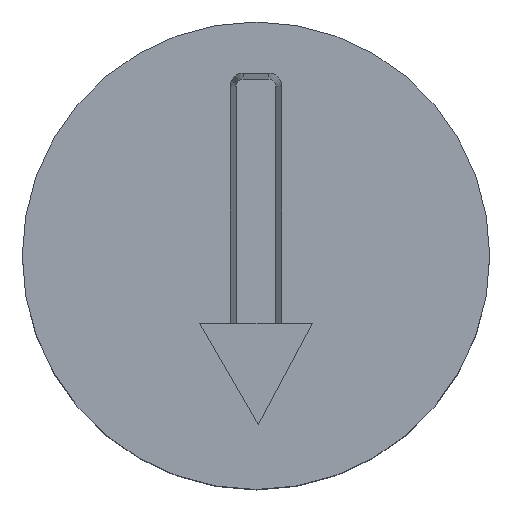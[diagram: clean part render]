
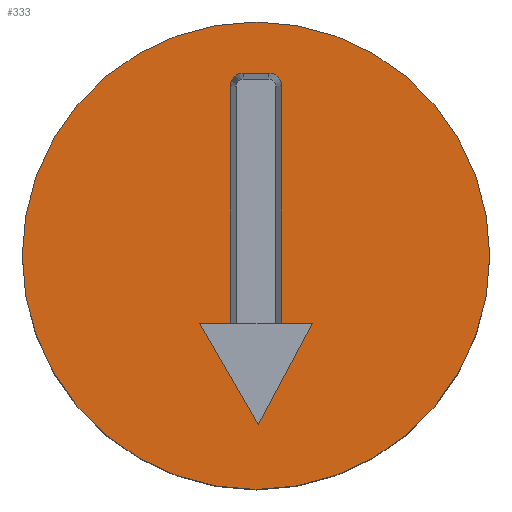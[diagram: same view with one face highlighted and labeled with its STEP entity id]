
A CAD part, top view. The second image highlights one B-rep face of the part: STEP entity #333.
In plain terms, the highlighted planar face has unit normal (0, 0, 1).
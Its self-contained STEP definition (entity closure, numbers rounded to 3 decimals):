
#16=FACE_BOUND('',#78,.T.);
#21=CIRCLE('',#367,0.175);
#23=CIRCLE('',#371,0.175);
#32=CIRCLE('',#388,3.2);
#56=FACE_OUTER_BOUND('',#77,.T.);
#77=EDGE_LOOP('',(#291));
#78=EDGE_LOOP('',(#292,#293,#294,#295,#296,#297,#298,#299,#300));
#79=LINE('',#493,#110);
#83=LINE('',#501,#114);
#86=LINE('',#507,#117);
#88=LINE('',#510,#119);
#95=LINE('',#525,#126);
#100=LINE('',#535,#131);
#104=LINE('',#547,#135);
#110=VECTOR('',#394,10.);
#114=VECTOR('',#400,10.);
#117=VECTOR('',#405,10.);
#119=VECTOR('',#407,10.);
#126=VECTOR('',#420,10.);
#131=VECTOR('',#429,10.);
#135=VECTOR('',#441,10.);
#141=VERTEX_POINT('',#491);
#142=VERTEX_POINT('',#492);
#145=VERTEX_POINT('',#500);
#147=VERTEX_POINT('',#506);
#148=VERTEX_POINT('',#508);
#153=VERTEX_POINT('',#523);
#156=VERTEX_POINT('',#534);
#158=VERTEX_POINT('',#540);
#160=VERTEX_POINT('',#546);
#168=VERTEX_POINT('',#578);
#169=EDGE_CURVE('',#141,#142,#79,.T.);
#173=EDGE_CURVE('',#142,#145,#83,.T.);
#176=EDGE_CURVE('',#147,#141,#86,.T.);
#178=EDGE_CURVE('',#145,#148,#88,.T.);
#185=EDGE_CURVE('',#148,#153,#95,.T.);
#190=EDGE_CURVE('',#156,#147,#100,.T.);
#193=EDGE_CURVE('',#158,#156,#21,.T.);
#196=EDGE_CURVE('',#160,#158,#104,.T.);
#199=EDGE_CURVE('',#153,#160,#23,.T.);
#211=EDGE_CURVE('',#168,#168,#32,.T.);
#291=ORIENTED_EDGE('',*,*,#211,.F.);
#292=ORIENTED_EDGE('',*,*,#178,.T.);
#293=ORIENTED_EDGE('',*,*,#185,.T.);
#294=ORIENTED_EDGE('',*,*,#199,.T.);
#295=ORIENTED_EDGE('',*,*,#196,.T.);
#296=ORIENTED_EDGE('',*,*,#193,.T.);
#297=ORIENTED_EDGE('',*,*,#190,.T.);
#298=ORIENTED_EDGE('',*,*,#176,.T.);
#299=ORIENTED_EDGE('',*,*,#169,.T.);
#300=ORIENTED_EDGE('',*,*,#173,.T.);
#313=PLANE('',#389);
#333=ADVANCED_FACE('',(#56,#16),#313,.F.);
#367=AXIS2_PLACEMENT_3D('',#541,#435,#436);
#371=AXIS2_PLACEMENT_3D('',#551,#447,#448);
#388=AXIS2_PLACEMENT_3D('',#579,#484,#485);
#389=AXIS2_PLACEMENT_3D('',#581,#487,#488);
#394=DIRECTION('',(-0.47,-0.883,0.));
#400=DIRECTION('',(-0.5,0.866,0.));
#405=DIRECTION('',(1.,0.,0.));
#407=DIRECTION('',(1.,0.,0.));
#420=DIRECTION('',(0.,1.,0.));
#429=DIRECTION('',(0.,-1.,0.));
#435=DIRECTION('center_axis',(0.,0.,-1.));
#436=DIRECTION('ref_axis',(1.,0.,0.));
#441=DIRECTION('',(1.,0.,0.));
#447=DIRECTION('center_axis',(0.,0.,-1.));
#448=DIRECTION('ref_axis',(0.,1.,0.));
#484=DIRECTION('center_axis',(0.,0.,-1.));
#485=DIRECTION('ref_axis',(-1.,0.,0.));
#487=DIRECTION('center_axis',(0.,0.,-1.));
#488=DIRECTION('ref_axis',(-1.,0.,0.));
#491=CARTESIAN_POINT('',(0.771,-0.921,4.));
#492=CARTESIAN_POINT('',(0.032,-2.312,4.));
#493=CARTESIAN_POINT('',(0.507,-1.418,4.));
#500=CARTESIAN_POINT('',(-0.771,-0.921,4.));
#501=CARTESIAN_POINT('',(-0.874,-0.743,4.));
#506=CARTESIAN_POINT('',(0.35,-0.921,4.));
#507=CARTESIAN_POINT('',(0.386,-0.921,4.));
#508=CARTESIAN_POINT('',(-0.35,-0.921,4.));
#510=CARTESIAN_POINT('',(0.386,-0.921,4.));
#523=CARTESIAN_POINT('',(-0.35,2.325,4.));
#525=CARTESIAN_POINT('',(-0.35,1.163,4.));
#534=CARTESIAN_POINT('',(0.35,2.325,4.));
#535=CARTESIAN_POINT('',(0.35,-0.5,4.));
#540=CARTESIAN_POINT('',(0.175,2.5,4.));
#541=CARTESIAN_POINT('Origin',(0.175,2.325,4.));
#546=CARTESIAN_POINT('',(-0.175,2.5,4.));
#547=CARTESIAN_POINT('',(0.088,2.5,4.));
#551=CARTESIAN_POINT('Origin',(-0.175,2.325,4.));
#578=CARTESIAN_POINT('',(3.2,0.,4.));
#579=CARTESIAN_POINT('Origin',(0.,0.,4.));
#581=CARTESIAN_POINT('Origin',(0.,0.,4.));
